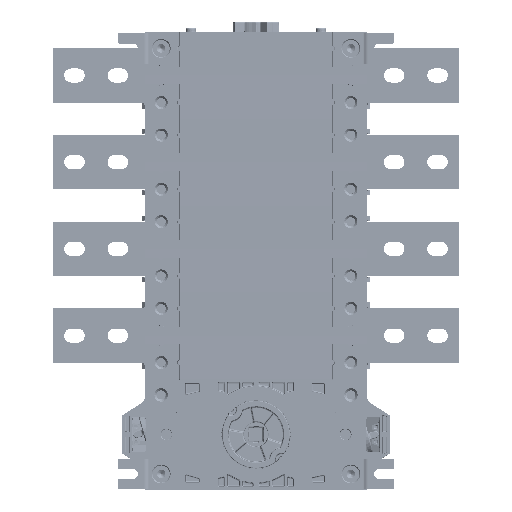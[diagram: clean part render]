
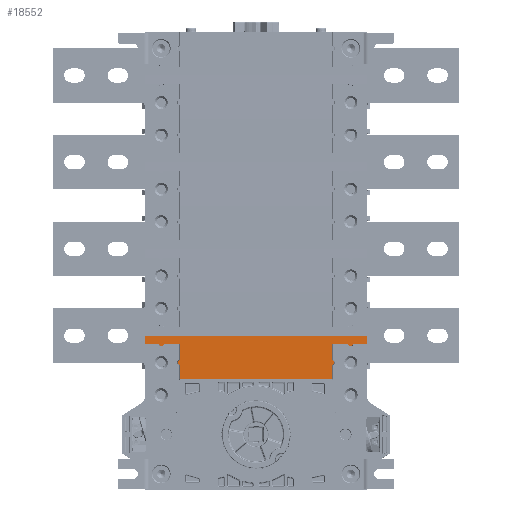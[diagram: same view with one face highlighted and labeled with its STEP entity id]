
A CAD part, front view. The second image highlights one B-rep face of the part: STEP entity #18552.
In plain terms, the highlighted planar face has unit normal (0, -1, 0.004).
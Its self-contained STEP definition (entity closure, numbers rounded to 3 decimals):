
#18552=ADVANCED_FACE('',(#26263),#22584,.F.);
#22584=PLANE('',#130590);
#26263=FACE_OUTER_BOUND('',#32032,.T.);
#32032=EDGE_LOOP('',(#48283,#48284,#48285,#48286,#48287,#48288,#48289,#48290,
#48291,#48292,#48293,#48294,#48295,#48296,#48297,#48298,#48299,#48300,#48301,
#48302,#48303,#48304,#48305,#48306));
#48283=ORIENTED_EDGE('',*,*,#89672,.T.);
#48284=ORIENTED_EDGE('',*,*,#89642,.T.);
#48285=ORIENTED_EDGE('',*,*,#89673,.T.);
#48286=ORIENTED_EDGE('',*,*,#89674,.T.);
#48287=ORIENTED_EDGE('',*,*,#89675,.T.);
#48288=ORIENTED_EDGE('',*,*,#89653,.F.);
#48289=ORIENTED_EDGE('',*,*,#89656,.T.);
#48290=ORIENTED_EDGE('',*,*,#89637,.F.);
#48291=ORIENTED_EDGE('',*,*,#89665,.T.);
#48292=ORIENTED_EDGE('',*,*,#89667,.F.);
#48293=ORIENTED_EDGE('',*,*,#89676,.T.);
#48294=ORIENTED_EDGE('',*,*,#89677,.F.);
#48295=ORIENTED_EDGE('',*,*,#89678,.T.);
#48296=ORIENTED_EDGE('',*,*,#89679,.T.);
#48297=ORIENTED_EDGE('',*,*,#89680,.T.);
#48298=ORIENTED_EDGE('',*,*,#89670,.F.);
#48299=ORIENTED_EDGE('',*,*,#89681,.T.);
#48300=ORIENTED_EDGE('',*,*,#89682,.T.);
#48301=ORIENTED_EDGE('',*,*,#89683,.T.);
#48302=ORIENTED_EDGE('',*,*,#89684,.T.);
#48303=ORIENTED_EDGE('',*,*,#89685,.T.);
#48304=ORIENTED_EDGE('',*,*,#89686,.T.);
#48305=ORIENTED_EDGE('',*,*,#89687,.F.);
#48306=ORIENTED_EDGE('',*,*,#89545,.F.);
#72267=VERTEX_POINT('',#209491);
#72268=VERTEX_POINT('',#209493);
#72347=VERTEX_POINT('',#209677);
#72348=VERTEX_POINT('',#209679);
#72351=VERTEX_POINT('',#209688);
#72352=VERTEX_POINT('',#209690);
#72357=VERTEX_POINT('',#209711);
#72358=VERTEX_POINT('',#209712);
#72361=VERTEX_POINT('',#209732);
#72362=VERTEX_POINT('',#209736);
#72365=VERTEX_POINT('',#209743);
#72366=VERTEX_POINT('',#209745);
#72367=VERTEX_POINT('',#209750);
#72368=VERTEX_POINT('',#209752);
#72369=VERTEX_POINT('',#209755);
#72370=VERTEX_POINT('',#209757);
#72371=VERTEX_POINT('',#209759);
#72372=VERTEX_POINT('',#209761);
#72373=VERTEX_POINT('',#209764);
#72374=VERTEX_POINT('',#209766);
#72375=VERTEX_POINT('',#209768);
#72376=VERTEX_POINT('',#209770);
#72377=VERTEX_POINT('',#209772);
#72378=VERTEX_POINT('',#209774);
#89545=EDGE_CURVE('',#72267,#72268,#105341,.T.);
#89637=EDGE_CURVE('',#72347,#72348,#105416,.T.);
#89642=EDGE_CURVE('',#72352,#72351,#105421,.T.);
#89653=EDGE_CURVE('',#72357,#72358,#105432,.T.);
#89656=EDGE_CURVE('',#72357,#72348,#105435,.T.);
#89665=EDGE_CURVE('',#72347,#72361,#105444,.T.);
#89667=EDGE_CURVE('',#72362,#72361,#105446,.T.);
#89670=EDGE_CURVE('',#72365,#72366,#105449,.T.);
#89672=EDGE_CURVE('',#72267,#72352,#105451,.T.);
#89673=EDGE_CURVE('',#72351,#72367,#105452,.T.);
#89674=EDGE_CURVE('',#72367,#72368,#105453,.T.);
#89675=EDGE_CURVE('',#72368,#72358,#105454,.T.);
#89676=EDGE_CURVE('',#72362,#72369,#105455,.T.);
#89677=EDGE_CURVE('',#72370,#72369,#105456,.T.);
#89678=EDGE_CURVE('',#72370,#72371,#105457,.T.);
#89679=EDGE_CURVE('',#72371,#72372,#105458,.T.);
#89680=EDGE_CURVE('',#72372,#72366,#105459,.T.);
#89681=EDGE_CURVE('',#72365,#72373,#105460,.T.);
#89682=EDGE_CURVE('',#72373,#72374,#105461,.T.);
#89683=EDGE_CURVE('',#72374,#72375,#105462,.T.);
#89684=EDGE_CURVE('',#72375,#72376,#105463,.T.);
#89685=EDGE_CURVE('',#72376,#72377,#105464,.T.);
#89686=EDGE_CURVE('',#72377,#72378,#105465,.T.);
#89687=EDGE_CURVE('',#72268,#72378,#105466,.T.);
#105341=LINE('',#209492,#116842);
#105416=LINE('',#209678,#116917);
#105421=LINE('',#209689,#116922);
#105432=LINE('',#209710,#116933);
#105435=LINE('',#209716,#116936);
#105444=LINE('',#209733,#116945);
#105446=LINE('',#209737,#116947);
#105449=LINE('',#209744,#116950);
#105451=LINE('',#209748,#116952);
#105452=LINE('',#209749,#116953);
#105453=LINE('',#209751,#116954);
#105454=LINE('',#209753,#116955);
#105455=LINE('',#209754,#116956);
#105456=LINE('',#209756,#116957);
#105457=LINE('',#209758,#116958);
#105458=LINE('',#209760,#116959);
#105459=LINE('',#209762,#116960);
#105460=LINE('',#209763,#116961);
#105461=LINE('',#209765,#116962);
#105462=LINE('',#209767,#116963);
#105463=LINE('',#209769,#116964);
#105464=LINE('',#209771,#116965);
#105465=LINE('',#209773,#116966);
#105466=LINE('',#209775,#116967);
#116842=VECTOR('',#150331,1.);
#116917=VECTOR('',#150468,1.);
#116922=VECTOR('',#150477,1.);
#116933=VECTOR('',#150498,1.);
#116936=VECTOR('',#150503,1.);
#116945=VECTOR('',#150522,1.);
#116947=VECTOR('',#150526,1.);
#116950=VECTOR('',#150531,1.);
#116952=VECTOR('',#150535,1.);
#116953=VECTOR('',#150536,1.);
#116954=VECTOR('',#150537,1.);
#116955=VECTOR('',#150538,1.);
#116956=VECTOR('',#150539,1.);
#116957=VECTOR('',#150540,1.);
#116958=VECTOR('',#150541,1.);
#116959=VECTOR('',#150542,1.);
#116960=VECTOR('',#150543,1.);
#116961=VECTOR('',#150544,1.);
#116962=VECTOR('',#150545,1.);
#116963=VECTOR('',#150546,1.);
#116964=VECTOR('',#150547,1.);
#116965=VECTOR('',#150548,1.);
#116966=VECTOR('',#150549,1.);
#116967=VECTOR('',#150550,1.);
#130590=AXIS2_PLACEMENT_3D('',#209776,#150551,#150552);
#150331=DIRECTION('',(0.,0.004,1.));
#150468=DIRECTION('',(0.,0.004,1.));
#150477=DIRECTION('',(0.574,-0.004,-0.819));
#150498=DIRECTION('',(0.,0.004,1.));
#150503=DIRECTION('',(-0.707,-0.003,-0.707));
#150522=DIRECTION('',(0.819,-0.003,-0.574));
#150526=DIRECTION('',(0.,0.004,1.));
#150531=DIRECTION('',(0.,-0.004,-1.));
#150535=DIRECTION('',(1.,0.,0.));
#150536=DIRECTION('',(1.,0.,0.));
#150537=DIRECTION('',(0.574,0.004,0.819));
#150538=DIRECTION('',(1.,0.,0.));
#150539=DIRECTION('',(1.,0.,0.));
#150540=DIRECTION('',(0.,-0.004,-1.));
#150541=DIRECTION('',(0.819,0.003,0.574));
#150542=DIRECTION('',(0.,0.004,1.));
#150543=DIRECTION('',(-0.707,0.003,0.707));
#150544=DIRECTION('',(1.,0.,0.));
#150545=DIRECTION('',(0.574,-0.004,-0.819));
#150546=DIRECTION('',(1.,0.,0.));
#150547=DIRECTION('',(0.574,0.004,0.819));
#150548=DIRECTION('',(1.,0.,0.));
#150549=DIRECTION('',(0.,0.004,1.));
#150550=DIRECTION('',(1.,0.,0.));
#150551=DIRECTION('',(0.,1.,-0.004));
#150552=DIRECTION('',(1.,0.,0.));
#209491=CARTESIAN_POINT('',(353.762,339.009,-195.55));
#209492=CARTESIAN_POINT('',(353.762,339.009,-195.55));
#209493=CARTESIAN_POINT('',(353.762,339.044,-187.5));
#209677=CARTESIAN_POINT('',(383.728,338.93,-213.523));
#209678=CARTESIAN_POINT('',(383.728,338.93,-213.523));
#209679=CARTESIAN_POINT('',(383.728,338.939,-211.466));
#209688=CARTESIAN_POINT('',(367.606,339.001,-197.4));
#209689=CARTESIAN_POINT('',(366.31,339.009,-195.55));
#209690=CARTESIAN_POINT('',(366.31,339.009,-195.55));
#209710=CARTESIAN_POINT('',(385.578,338.947,-209.616));
#209711=CARTESIAN_POINT('',(385.578,338.947,-209.616));
#209712=CARTESIAN_POINT('',(385.578,339.009,-195.55));
#209716=CARTESIAN_POINT('',(385.578,338.947,-209.616));
#209732=CARTESIAN_POINT('',(385.578,338.925,-214.819));
#209733=CARTESIAN_POINT('',(383.728,338.93,-213.523));
#209736=CARTESIAN_POINT('',(385.578,338.869,-227.5));
#209737=CARTESIAN_POINT('',(385.578,338.869,-227.5));
#209743=CARTESIAN_POINT('',(526.679,339.009,-195.55));
#209744=CARTESIAN_POINT('',(526.679,339.009,-195.55));
#209745=CARTESIAN_POINT('',(526.679,338.947,-209.616));
#209748=CARTESIAN_POINT('',(353.762,339.009,-195.55));
#209749=CARTESIAN_POINT('',(369.652,339.001,-197.4));
#209750=CARTESIAN_POINT('',(369.652,339.001,-197.4));
#209751=CARTESIAN_POINT('',(369.652,339.001,-197.4));
#209752=CARTESIAN_POINT('',(370.947,339.009,-195.55));
#209753=CARTESIAN_POINT('',(370.947,339.009,-195.55));
#209754=CARTESIAN_POINT('',(385.578,338.869,-227.5));
#209755=CARTESIAN_POINT('',(526.679,338.869,-227.5));
#209756=CARTESIAN_POINT('',(526.679,338.925,-214.819));
#209757=CARTESIAN_POINT('',(526.679,338.925,-214.819));
#209758=CARTESIAN_POINT('',(526.679,338.925,-214.819));
#209759=CARTESIAN_POINT('',(528.529,338.93,-213.523));
#209760=CARTESIAN_POINT('',(528.529,338.93,-213.523));
#209761=CARTESIAN_POINT('',(528.529,338.939,-211.466));
#209762=CARTESIAN_POINT('',(528.529,338.939,-211.466));
#209763=CARTESIAN_POINT('',(541.31,339.009,-195.55));
#209764=CARTESIAN_POINT('',(541.31,339.009,-195.55));
#209765=CARTESIAN_POINT('',(541.31,339.009,-195.55));
#209766=CARTESIAN_POINT('',(542.606,339.001,-197.4));
#209767=CARTESIAN_POINT('',(542.606,339.001,-197.4));
#209768=CARTESIAN_POINT('',(544.652,339.001,-197.4));
#209769=CARTESIAN_POINT('',(544.652,339.001,-197.4));
#209770=CARTESIAN_POINT('',(545.947,339.009,-195.55));
#209771=CARTESIAN_POINT('',(558.495,339.009,-195.55));
#209772=CARTESIAN_POINT('',(558.495,339.009,-195.55));
#209773=CARTESIAN_POINT('',(558.495,339.009,-195.55));
#209774=CARTESIAN_POINT('',(558.495,339.044,-187.5));
#209775=CARTESIAN_POINT('',(353.762,339.044,-187.5));
#209776=CARTESIAN_POINT('',(559.829,338.869,-227.5));
